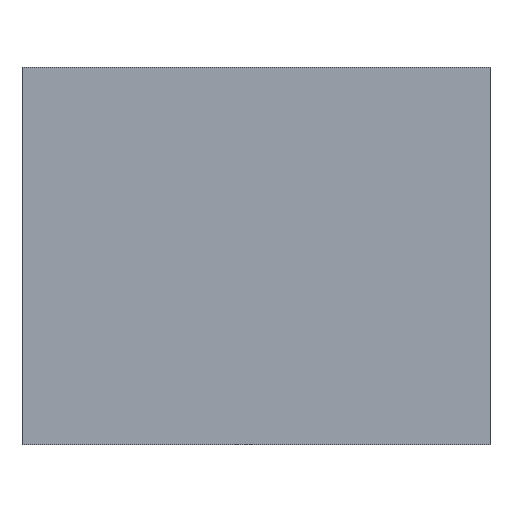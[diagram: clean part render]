
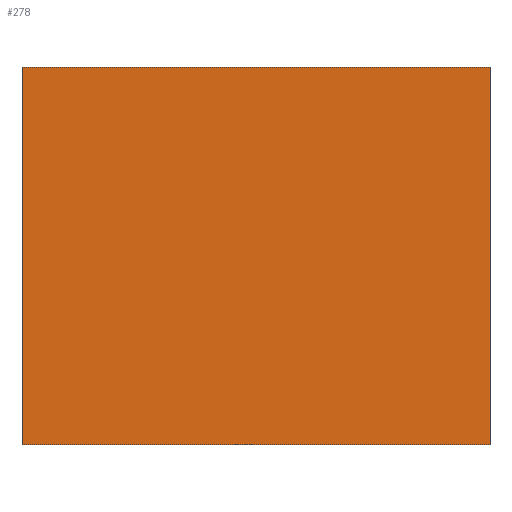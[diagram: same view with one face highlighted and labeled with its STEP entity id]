
A CAD part, front view. The second image highlights one B-rep face of the part: STEP entity #278.
In plain terms, the highlighted planar face has unit normal (0, -1, 0).
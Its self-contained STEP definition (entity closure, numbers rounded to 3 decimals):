
#1 = DIRECTION ( 'NONE',  ( 0., 0., 1. ) ) ;
#3 = ORIENTED_EDGE ( 'NONE', *, *, #231, .T. ) ;
#9 = LINE ( 'NONE', #295, #189 ) ;
#10 = DIRECTION ( 'NONE',  ( 0., 0., -1. ) ) ;
#13 = CARTESIAN_POINT ( 'NONE',  ( 40.879, 5., -33.017 ) ) ;
#19 = CARTESIAN_POINT ( 'NONE',  ( 0., 5., 0. ) ) ;
#51 = CARTESIAN_POINT ( 'NONE',  ( 0., 5., -29.803 ) ) ;
#73 = VECTOR ( 'NONE', #215, 1000. ) ;
#79 = PLANE ( 'NONE',  #87 ) ;
#84 = DIRECTION ( 'NONE',  ( 0., 0., 1. ) ) ;
#87 = AXIS2_PLACEMENT_3D ( 'NONE', #187, #263, #84 ) ;
#90 = EDGE_CURVE ( 'NONE', #186, #185, #230, .T. ) ;
#113 = ORIENTED_EDGE ( 'NONE', *, *, #347, .T. ) ;
#140 = VERTEX_POINT ( 'NONE', #160 ) ;
#146 = DIRECTION ( 'NONE',  ( 1., 0., 0. ) ) ;
#147 = EDGE_LOOP ( 'NONE', ( #397, #325, #3, #113 ) ) ;
#158 = CARTESIAN_POINT ( 'NONE',  ( 0., 5., -33.017 ) ) ;
#160 = CARTESIAN_POINT ( 'NONE',  ( 40.879, 5., 0. ) ) ;
#170 = VECTOR ( 'NONE', #10, 1000. ) ;
#181 = VERTEX_POINT ( 'NONE', #13 ) ;
#185 = VERTEX_POINT ( 'NONE', #158 ) ;
#186 = VERTEX_POINT ( 'NONE', #19 ) ;
#187 = CARTESIAN_POINT ( 'NONE',  ( 0., 5., 0. ) ) ;
#189 = VECTOR ( 'NONE', #146, 1000. ) ;
#215 = DIRECTION ( 'NONE',  ( -1., 0., 0. ) ) ;
#230 = LINE ( 'NONE', #51, #170 ) ;
#231 = EDGE_CURVE ( 'NONE', #181, #140, #326, .T. ) ;
#247 = LINE ( 'NONE', #343, #73 ) ;
#252 = CARTESIAN_POINT ( 'NONE',  ( 40.879, 5., 0. ) ) ;
#259 = EDGE_CURVE ( 'NONE', #185, #181, #9, .T. ) ;
#263 = DIRECTION ( 'NONE',  ( 0., 1., 0. ) ) ;
#278 = ADVANCED_FACE ( 'NONE', ( #423 ), #79, .F. ) ;
#295 = CARTESIAN_POINT ( 'NONE',  ( 0., 5., -33.017 ) ) ;
#325 = ORIENTED_EDGE ( 'NONE', *, *, #259, .T. ) ;
#326 = LINE ( 'NONE', #252, #440 ) ;
#343 = CARTESIAN_POINT ( 'NONE',  ( 0., 5., 0. ) ) ;
#347 = EDGE_CURVE ( 'NONE', #140, #186, #247, .T. ) ;
#397 = ORIENTED_EDGE ( 'NONE', *, *, #90, .T. ) ;
#423 = FACE_OUTER_BOUND ( 'NONE', #147, .T. ) ;
#440 = VECTOR ( 'NONE', #1, 1000. ) ;
